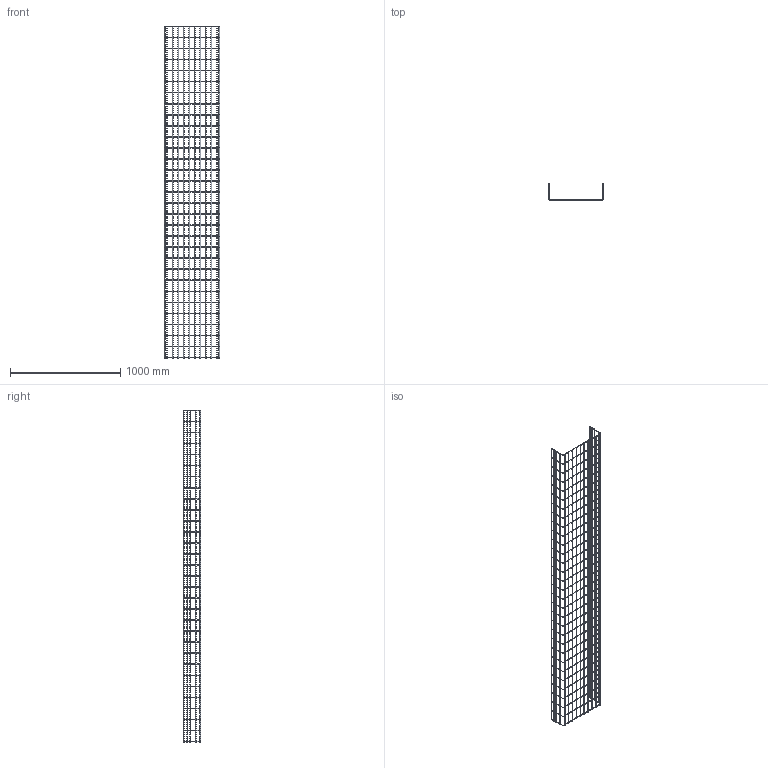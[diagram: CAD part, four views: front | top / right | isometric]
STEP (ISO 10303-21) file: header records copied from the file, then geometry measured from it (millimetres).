
FILE_DESCRIPTION (( 'STEP AP214' ), '1' );
FILE_NAME ('6003685.stp', '2018-01-09T14:12:32', ( '' ), ( '' ), 'SwSTEP 2.0', 'SolidWorks 2016', '' );
FILE_SCHEMA (( 'AUTOMOTIVE_DESIGN' ));
Length unit declared in the file: millimetre
Products named in the file (1): 6003685
Bounding box: 500 x 155 x 3007.9 mm (x, y, z)
Volume: 2131421.4 mm3; surface area: 1431150.4 mm2
Topology: 1 solids, 1 shells, 444 faces, 3208 edges, 2056 vertices
Faces by surface type: cylinder 222, torus 124, plane 98
Entity records: 62102 total; most frequent: CARTESIAN_POINT 39685, ORIENTED_EDGE 6416, EDGE_CURVE 3208, DIRECTION 3054, VERTEX_POINT 2056, B_SPLINE_CURVE_WITH_KNOTS 1612, VECTOR 1028, LINE 1028
